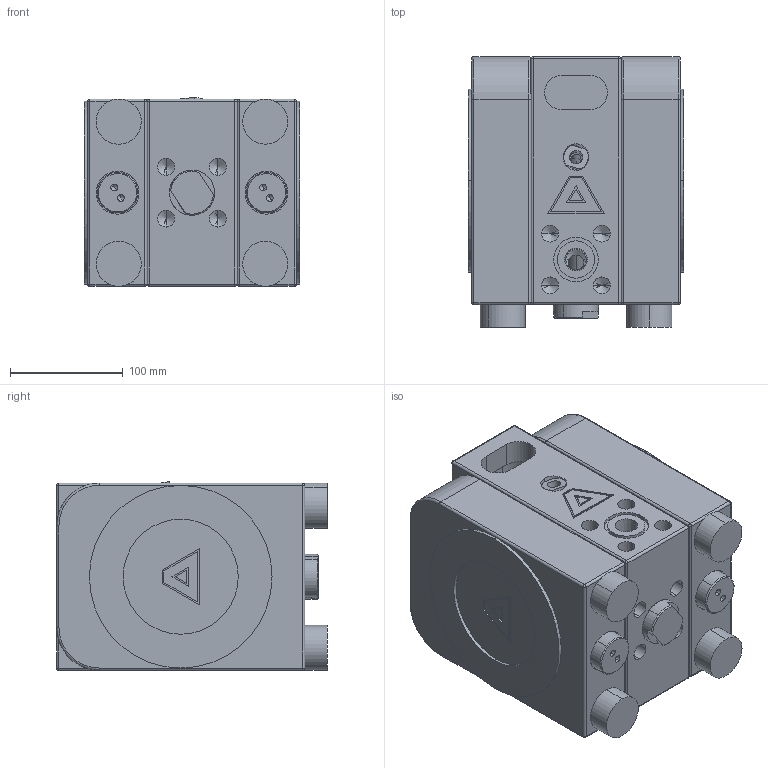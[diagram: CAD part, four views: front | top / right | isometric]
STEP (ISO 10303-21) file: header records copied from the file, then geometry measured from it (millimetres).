
FILE_DESCRIPTION (( 'STEP AP203' ), '1' );
FILE_NAME ('E15-Assembly-俋倛芞.STEP', '2025-06-20T05:00:45', ( '' ), ( '' ), 'SwSTEP 2.0', 'SolidWorks 2022', '' );
FILE_SCHEMA (( 'CONFIG_CONTROL_DESIGN' ));
Length unit declared in the file: millimetre
Products named in the file (13): 7 15 A21-Housing bolt_Basic; 7 15 A15-Valve stop，discharge valve_Basic; 2 15 A12-Connecting sleeve_Basic; 2 15 A30-Shaft_Basic; Shock absorbers_Basic; 7 15 A17-Plug, side housing_Basic; 7 15 A11-Center housing_Basic; 7 15 A09-Cover - 开模确认_Basic; 7 15 A10-Side housing_Basic; 1 15 947.-Air inlet_Basic; 1 15 A45-Muffler_Basic; E15-Assembly-外形图; 7 15 A19-Plug, center housing_Basic
Assembly tree (20 placements, depth 2):
  E15-Assembly-外形图
    7 15 A11-Center housing_Basic
    7 15 A10-Side housing_Basic  x2
    Shock absorbers_Basic  x4
    7 15 A15-Valve stop，discharge valve_Basic  x2
    2 15 A12-Connecting sleeve_Basic
    7 15 A17-Plug, side housing_Basic  x2
    7 15 A19-Plug, center housing_Basic
    7 15 A21-Housing bolt_Basic  x2
    2 15 A30-Shaft_Basic
    7 15 A09-Cover - 开模确认_Basic  x2
    1 15 947.-Air inlet_Basic
    1 15 A45-Muffler_Basic
Bounding box: 191 x 240 x 167.27 mm (x, y, z)
Volume: 5619192.5 mm3; surface area: 657765.2 mm2
Topology: 20 solids, 20 shells, 1118 faces, 2594 edges, 1556 vertices
Faces by surface type: cylinder 470, plane 276, cone 200, torus 152, sphere 20
Entity records: 25117 total; most frequent: CARTESIAN_POINT 4923, DIRECTION 4318, ORIENTED_EDGE 3604, AXIS2_PLACEMENT_3D 1820, EDGE_CURVE 1802, VERTEX_POINT 1117, CIRCLE 1006, EDGE_LOOP 937
